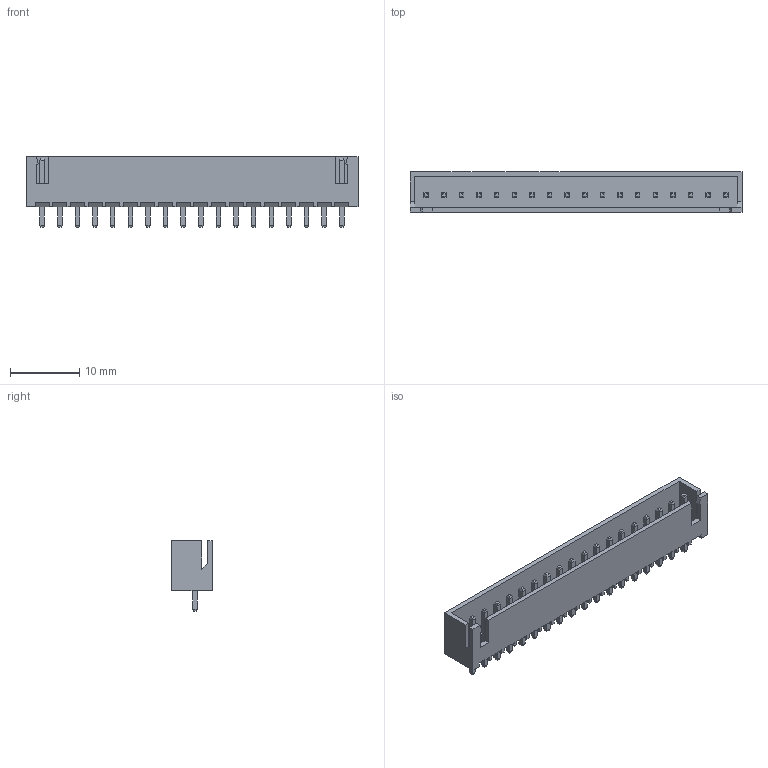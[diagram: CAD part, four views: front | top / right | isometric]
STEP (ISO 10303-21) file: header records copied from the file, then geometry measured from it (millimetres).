
FILE_DESCRIPTION(/* description */ ('Unknown'),/* implementation_level */ '2;1');
FILE_NAME(/* name */ 'JST - XH - Thru - 18Pin - 2.54mm',/* time_stamp */ '2018-10-25T14:02:35-04:00',/* author */ ('Unknown'),/* organization */ ('Unknown'),/* preprocessor_version */ 'ST-DEVELOPER v16.7',/* originating_system */ 'DEX',/* authorisation */ $);
FILE_SCHEMA (('AUTOMOTIVE_DESIGN {1 0 10303 214 3 1 1}'));
Length unit declared in the file: millimetre
Products named in the file (1): JST - XH - Thru - 18Pin - 2.54mm
Bounding box: 47.85 x 5.84 x 10.21 mm (x, y, z)
Volume: 675.2 mm3; surface area: 2414.9 mm2
Topology: 1 solids, 21 shells, 650 faces, 1554 edges, 964 vertices
Faces by surface type: plane 611, bspline 39
Entity records: 23915 total; most frequent: CARTESIAN_POINT 5056, ORIENTED_EDGE 3100, DIRECTION 2510, EDGE_CURVE 1550, LINE 1286, VECTOR 1286, VERTEX_POINT 964, EDGE_LOOP 684
